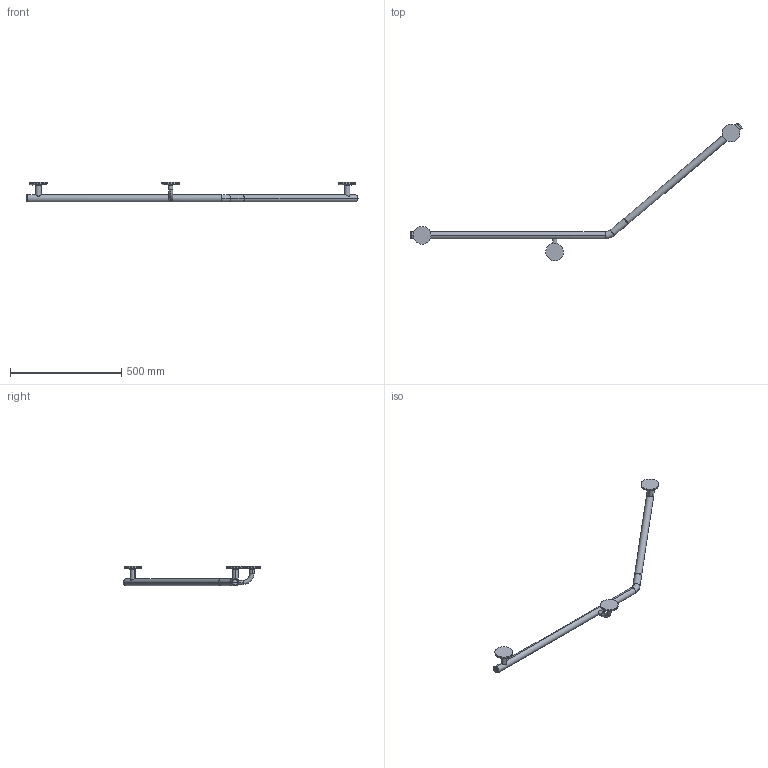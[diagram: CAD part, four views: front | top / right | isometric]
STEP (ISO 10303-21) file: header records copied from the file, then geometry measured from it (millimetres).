
FILE_DESCRIPTION (( 'STEP AP203' ), '1' );
FILE_NAME ('STEP - RL 877M BS RH - 2266537.STEP', '2024-06-25T23:09:41', ( '' ), ( '' ), 'SwSTEP 2.0', 'SolidWorks 2024', '' );
FILE_SCHEMA (( 'CONFIG_CONTROL_DESIGN' ));
Length unit declared in the file: millimetre
Products named in the file (1): STEP - RL 877M BS RH - 2266537
Bounding box: 1491.84 x 618.86 x 89.5 mm (x, y, z)
Volume: 1566214.2 mm3; surface area: 215457.4 mm2
Topology: 1 solids, 1 shells, 78 faces, 175 edges, 110 vertices
Faces by surface type: torus 24, cylinder 24, cone 12, plane 10, sphere 8
Entity records: 2596 total; most frequent: CARTESIAN_POINT 664, DIRECTION 459, ORIENTED_EDGE 350, AXIS2_PLACEMENT_3D 211, EDGE_CURVE 175, CIRCLE 132, VERTEX_POINT 110, EDGE_LOOP 89
